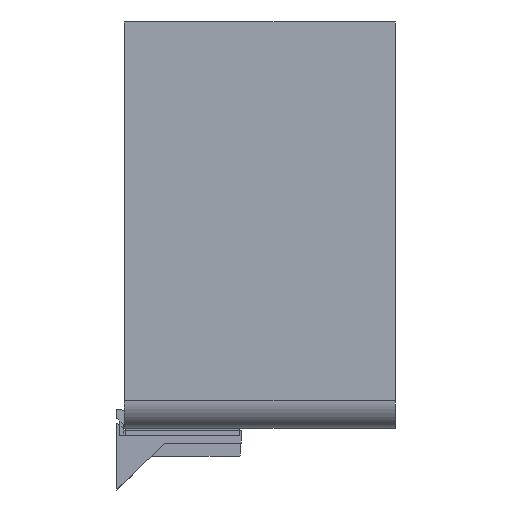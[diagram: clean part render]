
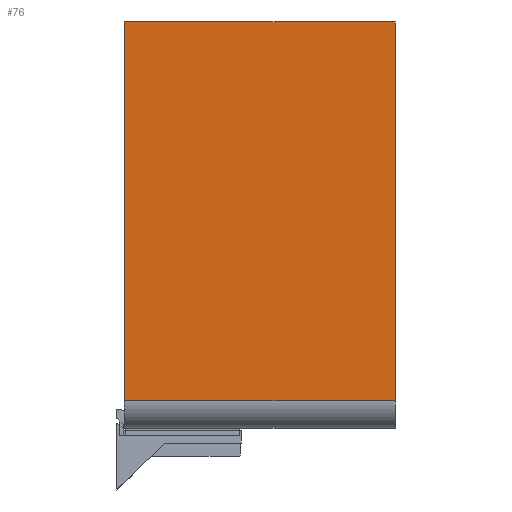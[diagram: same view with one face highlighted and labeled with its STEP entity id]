
A CAD part, left-side view. The second image highlights one B-rep face of the part: STEP entity #76.
In plain terms, the highlighted planar face has unit normal (-1, 0, 0).
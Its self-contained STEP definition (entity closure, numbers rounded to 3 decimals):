
#76=ADVANCED_FACE($,(#216),#1760,.T.);
#216=FACE_OUTER_BOUND($,#356,.T.);
#356=EDGE_LOOP($,(#524,#525,#526,#527));
#524=ORIENTED_EDGE($,*,*,#1185,.F.);
#525=ORIENTED_EDGE($,*,*,#1198,.F.);
#526=ORIENTED_EDGE($,*,*,#1199,.T.);
#527=ORIENTED_EDGE($,*,*,#1200,.T.);
#1185=EDGE_CURVE($,#1527,#1528,#1865,.T.);
#1198=EDGE_CURVE($,#1535,#1527,#1876,.T.);
#1199=EDGE_CURVE($,#1535,#1536,#1877,.T.);
#1200=EDGE_CURVE($,#1536,#1528,#1878,.T.);
#1527=VERTEX_POINT($,#2587);
#1528=VERTEX_POINT($,#2588);
#1535=VERTEX_POINT($,#2595);
#1536=VERTEX_POINT($,#2596);
#1760=PLANE($,#2296);
#1865=B_SPLINE_CURVE_WITH_KNOTS($,1,(#2522,#2523),.UNSPECIFIED.,.F.,.F.,
(2,2),(-335.,0.),.UNSPECIFIED.);
#1876=B_SPLINE_CURVE_WITH_KNOTS($,1,(#2550,#2551),.UNSPECIFIED.,.F.,.F.,
(2,2),(-240.,0.),.UNSPECIFIED.);
#1877=B_SPLINE_CURVE_WITH_KNOTS($,1,(#2552,#2553),.UNSPECIFIED.,.F.,.F.,
(2,2),(-335.,0.),.UNSPECIFIED.);
#1878=B_SPLINE_CURVE_WITH_KNOTS($,1,(#2554,#2555),.UNSPECIFIED.,.F.,.F.,
(2,2),(-240.,0.),.UNSPECIFIED.);
#2296=AXIS2_PLACEMENT_3D($,#2578,#2405,$);
#2405=DIRECTION($,(-1.,0.,0.));
#2522=CARTESIAN_POINT($,(-151.522,251.,38.5));
#2523=CARTESIAN_POINT($,(-151.522,251.,373.5));
#2550=CARTESIAN_POINT($,(-151.522,11.,38.5));
#2551=CARTESIAN_POINT($,(-151.522,251.,38.5));
#2552=CARTESIAN_POINT($,(-151.522,11.,38.5));
#2553=CARTESIAN_POINT($,(-151.522,11.,373.5));
#2554=CARTESIAN_POINT($,(-151.522,11.,373.5));
#2555=CARTESIAN_POINT($,(-151.522,251.,373.5));
#2578=CARTESIAN_POINT($,(-151.522,251.,373.5));
#2587=CARTESIAN_POINT($,(-151.522,251.,38.5));
#2588=CARTESIAN_POINT($,(-151.522,251.,373.5));
#2595=CARTESIAN_POINT($,(-151.522,11.,38.5));
#2596=CARTESIAN_POINT($,(-151.522,11.,373.5));
